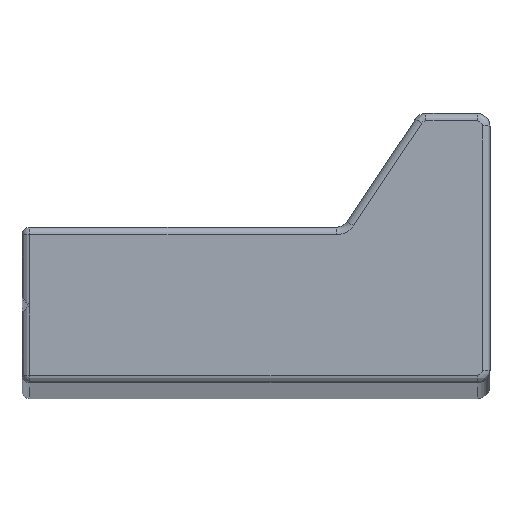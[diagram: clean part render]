
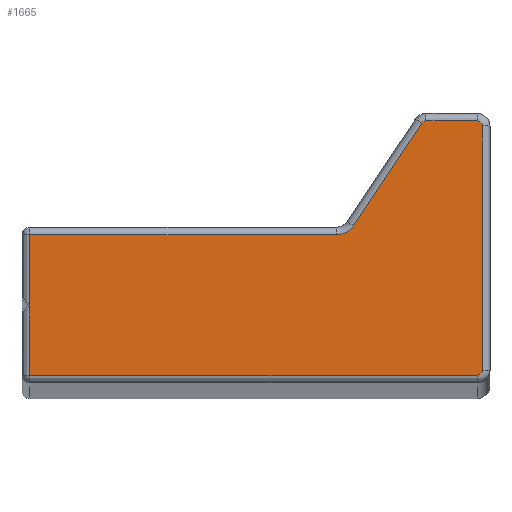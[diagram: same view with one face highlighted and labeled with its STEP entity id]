
A CAD part, top view. The second image highlights one B-rep face of the part: STEP entity #1665.
In plain terms, the highlighted planar face has unit normal (0, 0, 1).
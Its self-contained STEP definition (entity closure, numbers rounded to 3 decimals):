
#69=PLANE('',#1809);
#116=FACE_OUTER_BOUND('',#223,.T.);
#223=EDGE_LOOP('',(#1210,#1211,#1212,#1213,#1214,#1215,#1216,#1217,#1218,
#1219,#1220));
#314=CIRCLE('',#1810,0.2);
#315=CIRCLE('',#1811,0.2);
#316=CIRCLE('',#1812,0.2);
#317=CIRCLE('',#1813,0.8);
#503=LINE('',#7676,#594);
#504=LINE('',#7681,#595);
#505=LINE('',#7683,#596);
#506=LINE('',#7687,#597);
#507=LINE('',#7691,#598);
#508=LINE('',#7695,#599);
#509=LINE('',#7698,#600);
#594=VECTOR('',#2037,2.775);
#595=VECTOR('',#2044,2.775);
#596=VECTOR('',#2045,17.7);
#597=VECTOR('',#2048,9.65);
#598=VECTOR('',#2051,2.032);
#599=VECTOR('',#2054,4.873);
#600=VECTOR('',#2057,12.132);
#737=VERTEX_POINT('',#7674);
#738=VERTEX_POINT('',#7675);
#739=VERTEX_POINT('',#7680);
#740=VERTEX_POINT('',#7682);
#741=VERTEX_POINT('',#7684);
#742=VERTEX_POINT('',#7686);
#743=VERTEX_POINT('',#7688);
#744=VERTEX_POINT('',#7690);
#745=VERTEX_POINT('',#7692);
#746=VERTEX_POINT('',#7694);
#747=VERTEX_POINT('',#7696);
#919=EDGE_CURVE('',#737,#738,#503,.T.);
#922=EDGE_CURVE('',#739,#737,#504,.T.);
#923=EDGE_CURVE('',#738,#740,#505,.T.);
#924=EDGE_CURVE('',#740,#741,#314,.T.);
#925=EDGE_CURVE('',#741,#742,#506,.T.);
#926=EDGE_CURVE('',#742,#743,#315,.T.);
#927=EDGE_CURVE('',#743,#744,#507,.T.);
#928=EDGE_CURVE('',#744,#745,#316,.T.);
#929=EDGE_CURVE('',#745,#746,#508,.T.);
#930=EDGE_CURVE('',#746,#747,#317,.T.);
#931=EDGE_CURVE('',#747,#739,#509,.T.);
#1210=ORIENTED_EDGE('',*,*,#922,.T.);
#1211=ORIENTED_EDGE('',*,*,#919,.T.);
#1212=ORIENTED_EDGE('',*,*,#923,.T.);
#1213=ORIENTED_EDGE('',*,*,#924,.T.);
#1214=ORIENTED_EDGE('',*,*,#925,.T.);
#1215=ORIENTED_EDGE('',*,*,#926,.T.);
#1216=ORIENTED_EDGE('',*,*,#927,.T.);
#1217=ORIENTED_EDGE('',*,*,#928,.T.);
#1218=ORIENTED_EDGE('',*,*,#929,.T.);
#1219=ORIENTED_EDGE('',*,*,#930,.T.);
#1220=ORIENTED_EDGE('',*,*,#931,.T.);
#1665=ADVANCED_FACE('',(#116),#69,.T.);
#1809=AXIS2_PLACEMENT_3D('',#7679,#2042,#2043);
#1810=AXIS2_PLACEMENT_3D('',#7685,#2046,#2047);
#1811=AXIS2_PLACEMENT_3D('',#7689,#2049,#2050);
#1812=AXIS2_PLACEMENT_3D('',#7693,#2052,#2053);
#1813=AXIS2_PLACEMENT_3D('',#7697,#2055,#2056);
#2037=DIRECTION('',(0.,-1.,0.));
#2042=DIRECTION('center_axis',(0.,0.,1.));
#2043=DIRECTION('ref_axis',(1.,0.,0.));
#2044=DIRECTION('',(0.,-1.,0.));
#2045=DIRECTION('',(1.,0.,0.));
#2046=DIRECTION('center_axis',(0.,0.,1.));
#2047=DIRECTION('ref_axis',(0.,-1.,0.));
#2048=DIRECTION('',(0.,1.,0.));
#2049=DIRECTION('center_axis',(0.,0.,1.));
#2050=DIRECTION('ref_axis',(1.,0.,0.));
#2051=DIRECTION('',(-1.,0.,0.));
#2052=DIRECTION('center_axis',(0.,0.,1.));
#2053=DIRECTION('ref_axis',(0.,1.,0.));
#2054=DIRECTION('',(-0.555,-0.832,0.));
#2055=DIRECTION('center_axis',(0.,0.,-1.));
#2056=DIRECTION('ref_axis',(0.832,-0.555,0.));
#2057=DIRECTION('',(-1.,0.,0.));
#7674=CARTESIAN_POINT('',(-8.85,3.075,180.));
#7675=CARTESIAN_POINT('',(-8.85,0.3,180.));
#7676=CARTESIAN_POINT('',(-8.85,3.075,180.));
#7679=CARTESIAN_POINT('Origin',(0.,0.,180.));
#7680=CARTESIAN_POINT('',(-8.85,5.85,180.));
#7681=CARTESIAN_POINT('',(-8.85,5.85,180.));
#7682=CARTESIAN_POINT('',(8.85,0.3,180.));
#7683=CARTESIAN_POINT('',(-8.85,0.3,180.));
#7684=CARTESIAN_POINT('',(9.05,0.5,180.));
#7685=CARTESIAN_POINT('Origin',(8.85,0.5,180.));
#7686=CARTESIAN_POINT('',(9.05,10.15,180.));
#7687=CARTESIAN_POINT('',(9.05,0.5,180.));
#7688=CARTESIAN_POINT('',(8.85,10.35,180.));
#7689=CARTESIAN_POINT('Origin',(8.85,10.15,180.));
#7690=CARTESIAN_POINT('',(6.818,10.35,180.));
#7691=CARTESIAN_POINT('',(8.85,10.35,180.));
#7692=CARTESIAN_POINT('',(6.651,10.261,180.));
#7693=CARTESIAN_POINT('Origin',(6.818,10.15,180.));
#7694=CARTESIAN_POINT('',(3.948,6.206,180.));
#7695=CARTESIAN_POINT('',(6.651,10.261,180.));
#7696=CARTESIAN_POINT('',(3.282,5.85,180.));
#7697=CARTESIAN_POINT('Origin',(3.282,6.65,180.));
#7698=CARTESIAN_POINT('',(3.282,5.85,180.));
